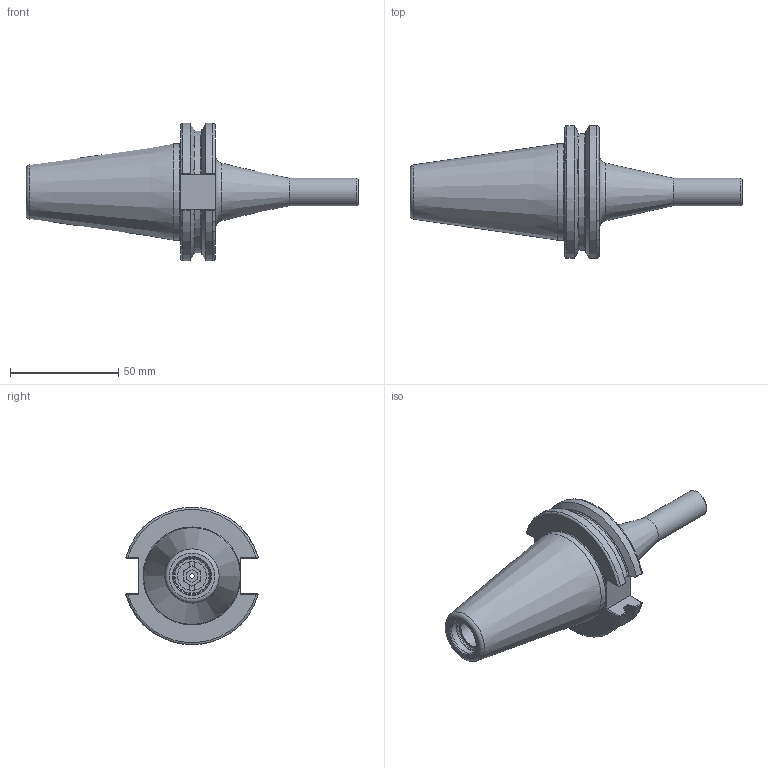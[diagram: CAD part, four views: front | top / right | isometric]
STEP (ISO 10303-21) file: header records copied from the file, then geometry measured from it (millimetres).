
FILE_DESCRIPTION(/* description */ (''),/* implementation_level */ '2;1');
FILE_NAME(/* name */ 'CAT40-MX06-085.stp',/* time_stamp */ '2019-07-15T11:42:39-05:00',/* author */ ('ldfli'),/* organization */ ('Pioneer N.A.'),/* preprocessor_version */ 'ST-DEVELOPER v18',/* originating_system */ 'Autodesk Inventor LT',/* authorisation */ '');
FILE_SCHEMA (('AUTOMOTIVE_DESIGN { 1 0 10303 214 3 1 1 }'));
Length unit declared in the file: millimetre
Products named in the file (1): CAT40-MX06-085
Bounding box: 153.25 x 61.14 x 63.31 mm (x, y, z)
Volume: 118275.5 mm3; surface area: 27207 mm2
Topology: 3 solids, 3 shells, 130 faces, 356 edges, 241 vertices
Faces by surface type: plane 63, cylinder 21, bspline 16, torus 15, cone 15
Full cylindrical faces by diameter (mm): 2 x1, 6 x1, 6.7 x1, 8 x1, 8.26 x1, 8.4 x1, 9.5 x1, 10 x2, 12.7 x1, 13.386 x1, 15.875 x1, 16.28 x1, 16.78 x1, 44.45 x1
Entity records: 4921 total; most frequent: CARTESIAN_POINT 1608, ORIENTED_EDGE 712, DIRECTION 656, EDGE_CURVE 356, AXIS2_PLACEMENT_3D 245, VERTEX_POINT 241, LINE 166, VECTOR 166
